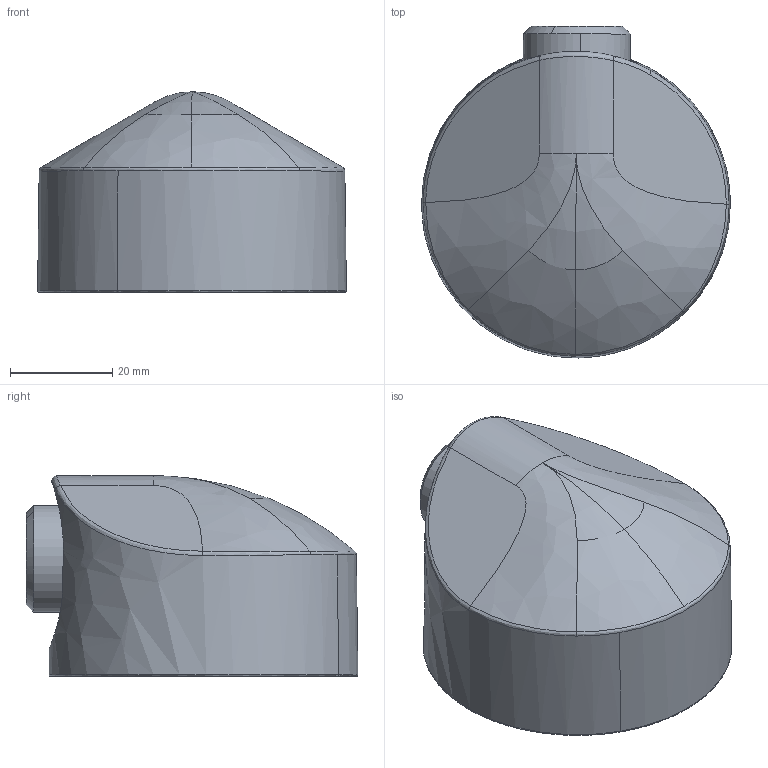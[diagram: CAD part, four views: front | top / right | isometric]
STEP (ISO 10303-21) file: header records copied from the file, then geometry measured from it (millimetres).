
FILE_DESCRIPTION(('CAx-IF Rec.Pracs.---Model Styling and Organization---1.2---2011-12-15','CAx-IF Rec.Pracs.---Geometric and Assembly Validation Properties---4.1---2014-06-16','CAx-IF Rec.Pracs.---PMI Polyline Presentation---2.0---2013-05-24'),'2;1');
FILE_NAME('1000116727_PPR_000.stp','2017-06-13T08:15:48+02:00',(''),(''),'STEP Interface 4.0.1101 by CT CoreTechnologie','3D_Evolution4.0.1101 by CT CoreTechnologie','');
FILE_SCHEMA(('AP203_CONFIGURATION_CONTROLLED_3D_DESIGN_OF_MECHANICAL_PARTS_AND_ASSEMBLIES_MIM_LF'));
Length unit declared in the file: millimetre
Products named in the file (3): P_2 HG FixFit Schlauchanschluß DN15 1000116727_PPR_000_A0; P_2 Winkelstueck G1_2_  FIX-FIT 1000086124_PPA_000_A0; P_2 Abdeckung Wandanschluss 1000107595_PPA_000_A0
Assembly tree (2 placements, depth 2):
  P_2 HG FixFit Schlauchanschluß DN15 1000116727_PPR_000_A0
    P_2 Winkelstueck G1_2_  FIX-FIT 1000086124_PPA_000_A0
    P_2 Abdeckung Wandanschluss 1000107595_PPA_000_A0
Bounding box: 60.48 x 64.99 x 39.25 mm (x, y, z)
Volume: 92315 mm3; surface area: 13388.1 mm2
Topology: 2 solids, 2 shells, 44 faces, 99 edges, 62 vertices
Faces by surface type: bspline 22, plane 12, cylinder 10
Entity records: 4191 total; most frequent: CARTESIAN_POINT 2643, ORIENTED_EDGE 198, DIRECTION 180, EDGE_CURVE 99, AXIS2_PLACEMENT_3D 75, VERTEX_POINT 62, CIRCLE 50, EDGE_LOOP 47
